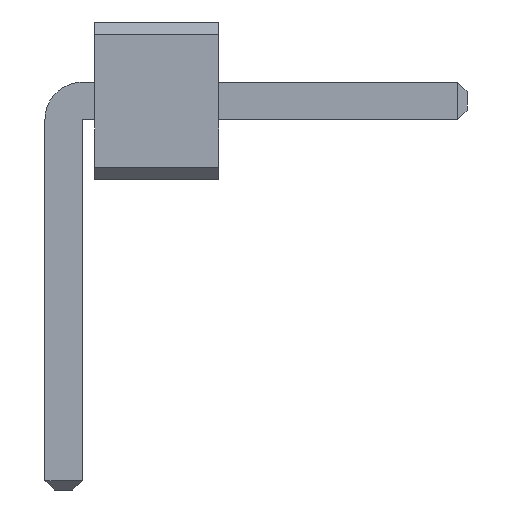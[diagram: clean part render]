
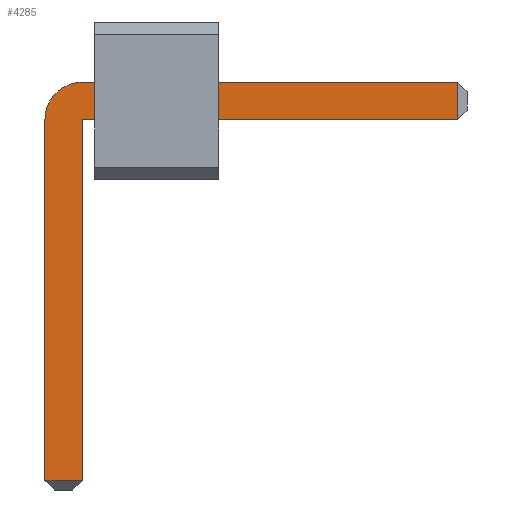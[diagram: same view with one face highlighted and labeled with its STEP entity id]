
A CAD part, front view. The second image highlights one B-rep face of the part: STEP entity #4285.
In plain terms, the highlighted planar face has unit normal (0, -1, 0).
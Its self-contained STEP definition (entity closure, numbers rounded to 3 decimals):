
#13=DIRECTION('',(0.,0.,1.));
#1936=VECTOR('',#13,1.);
#4056=DIRECTION('',(0.,0.,-1.));
#4088=VECTOR('',#4089,1.);
#4089=DIRECTION('',(1.,0.,0.));
#4095=VECTOR('',#4056,1.);
#4102=VECTOR('',#4103,1.);
#4103=DIRECTION('',(-1.,0.,0.));
#4124=DIRECTION('',(-0.,1.,0.));
#4128=DIRECTION('',(0.,1.,0.));
#4129=DIRECTION('',(0.,0.,1.));
#4136=VERTEX_POINT('',#4137);
#4137=CARTESIAN_POINT('',(0.15,-32.15,0.785));
#4139=ORIENTED_EDGE('',*,*,#4140,.T.);
#4140=EDGE_CURVE('',#4136,#4141,#4143,.T.);
#4141=VERTEX_POINT('',#4142);
#4142=CARTESIAN_POINT('',(3.175,-32.15,0.785));
#4143=LINE('',#4144,#4088);
#4144=CARTESIAN_POINT('',(-0.15,-32.15,0.785));
#4181=EDGE_CURVE('',#4182,#4136,#4184,.T.);
#4182=VERTEX_POINT('',#4183);
#4183=CARTESIAN_POINT('',(-0.15,-32.15,0.485));
#4184=CIRCLE('',#4185,0.3);
#4185=AXIS2_PLACEMENT_3D('',#4186,#4124,#4056);
#4186=CARTESIAN_POINT('',(0.15,-32.15,0.485));
#4198=VERTEX_POINT('',#4199);
#4199=CARTESIAN_POINT('',(3.175,-32.15,0.485));
#4201=ORIENTED_EDGE('',*,*,#4202,.T.);
#4202=EDGE_CURVE('',#4198,#4203,#4204,.T.);
#4203=VERTEX_POINT('',#4186);
#4204=LINE('',#4205,#4102);
#4205=CARTESIAN_POINT('',(3.25,-32.15,0.485));
#4217=VERTEX_POINT('',#4218);
#4218=CARTESIAN_POINT('',(-0.15,-32.15,-2.425));
#4220=ORIENTED_EDGE('',*,*,#4221,.T.);
#4221=EDGE_CURVE('',#4217,#4182,#4222,.T.);
#4222=LINE('',#4223,#1936);
#4223=CARTESIAN_POINT('',(-0.15,-32.15,-2.5));
#4231=ORIENTED_EDGE('',*,*,#4232,.T.);
#4232=EDGE_CURVE('',#4203,#4233,#4235,.T.);
#4233=VERTEX_POINT('',#4234);
#4234=CARTESIAN_POINT('',(0.15,-32.15,-2.425));
#4235=LINE('',#4186,#4095);
#4285=ADVANCED_FACE('',(#4286),#4295,.F.);
#4286=FACE_BOUND('',#4287,.F.);
#4287=EDGE_LOOP('',(#4139,#4288,#4201,#4231,#4291,#4220,#4294));
#4288=ORIENTED_EDGE('',*,*,#4289,.T.);
#4289=EDGE_CURVE('',#4141,#4198,#4290,.T.);
#4290=LINE('',#4142,#4095);
#4291=ORIENTED_EDGE('',*,*,#4292,.T.);
#4292=EDGE_CURVE('',#4233,#4217,#4293,.T.);
#4293=LINE('',#4234,#4102);
#4294=ORIENTED_EDGE('',*,*,#4181,.T.);
#4295=PLANE('',#4296);
#4296=AXIS2_PLACEMENT_3D('',#4297,#4128,#4129);
#4297=CARTESIAN_POINT('',(0.858,-32.15,-0.165));
